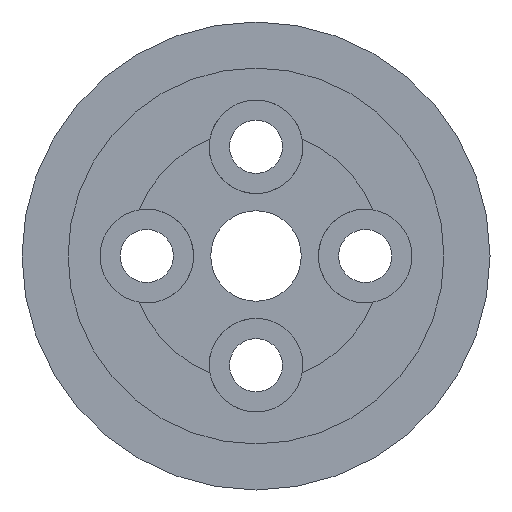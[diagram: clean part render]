
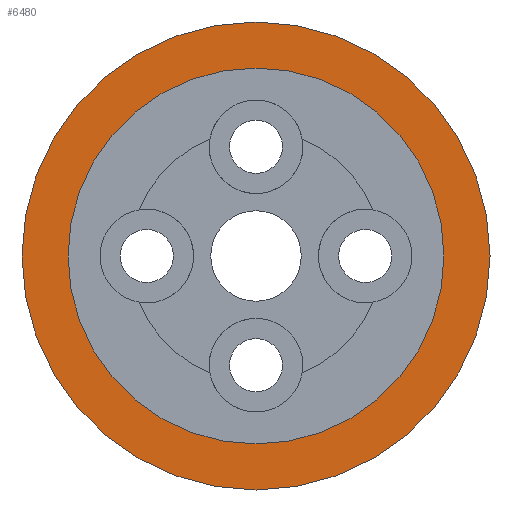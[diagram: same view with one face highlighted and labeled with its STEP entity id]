
A CAD part, front view. The second image highlights one B-rep face of the part: STEP entity #6480.
In plain terms, the highlighted planar face has unit normal (0, -1, 0).
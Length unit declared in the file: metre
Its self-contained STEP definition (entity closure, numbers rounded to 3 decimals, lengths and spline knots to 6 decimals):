
#22=PLANE('',#7503);
#692=CIRCLE('',#7502,0.015);
#693=CIRCLE('',#7504,0.01205);
#2353=ORIENTED_EDGE('',*,*,#3711,.F.);
#2354=ORIENTED_EDGE('',*,*,#3710,.T.);
#3710=EDGE_CURVE('',#4389,#4389,#692,.T.);
#3711=EDGE_CURVE('',#4390,#4390,#693,.T.);
#4389=VERTEX_POINT('',#11902);
#4390=VERTEX_POINT('',#11905);
#5398=EDGE_LOOP('',(#2353));
#5399=EDGE_LOOP('',(#2354));
#5774=FACE_BOUND('',#5398,.T.);
#5775=FACE_BOUND('',#5399,.T.);
#6480=ADVANCED_FACE('',(#5774,#5775),#22,.T.);
#7502=AXIS2_PLACEMENT_3D('',#11901,#9849,#9850);
#7503=AXIS2_PLACEMENT_3D('',#11903,#9851,#9852);
#7504=AXIS2_PLACEMENT_3D('',#11904,#9853,#9854);
#9849=DIRECTION('',(0.,-1.,0.));
#9850=DIRECTION('',(0.,0.,-1.));
#9851=DIRECTION('',(0.,-1.,0.));
#9852=DIRECTION('',(1.,0.,0.));
#9853=DIRECTION('',(0.,-1.,0.));
#9854=DIRECTION('',(0.,0.,-1.));
#11901=CARTESIAN_POINT('',(0.,-0.0054,0.));
#11902=CARTESIAN_POINT('',(0.,-0.0054,-0.015));
#11903=CARTESIAN_POINT('',(0.,-0.0054,0.));
#11904=CARTESIAN_POINT('',(0.,-0.0054,0.));
#11905=CARTESIAN_POINT('',(0.,-0.0054,-0.01205));
